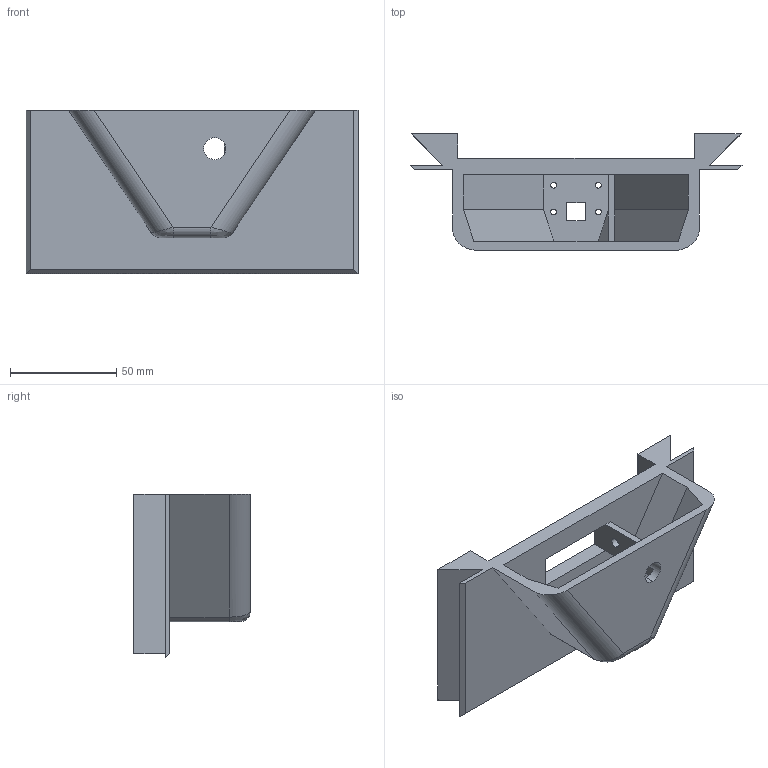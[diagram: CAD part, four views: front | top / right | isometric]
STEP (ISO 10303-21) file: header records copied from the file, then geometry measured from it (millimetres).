
FILE_DESCRIPTION (( 'STEP AP214' ), '1' );
FILE_NAME ('10. Hood.STEP', '2021-05-27T18:33:17', ( '' ), ( '' ), 'SwSTEP 2.0', 'SolidWorks 2020', '' );
FILE_SCHEMA (( 'AUTOMOTIVE_DESIGN' ));
Length unit declared in the file: millimetre
Products named in the file (1): 10. Hood
Bounding box: 156.01 x 55 x 77 mm (x, y, z)
Volume: 132424.7 mm3; surface area: 53465.3 mm2
Topology: 1 solids, 1 shells, 61 faces, 174 edges, 114 vertices
Faces by surface type: plane 42, cylinder 17, bspline 2
Entity records: 2092 total; most frequent: CARTESIAN_POINT 426, ORIENTED_EDGE 348, DIRECTION 320, EDGE_CURVE 174, VECTOR 136, LINE 136, VERTEX_POINT 114, AXIS2_PLACEMENT_3D 92
